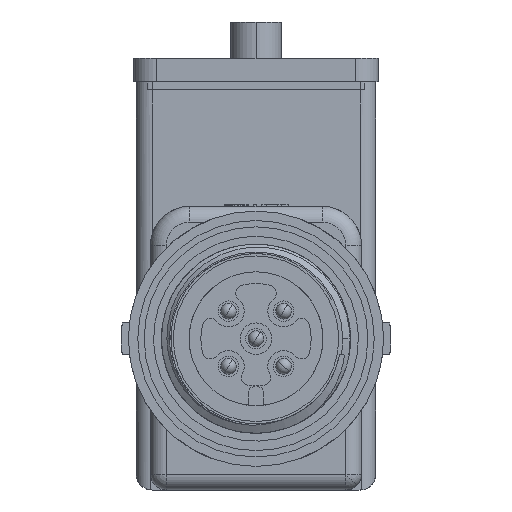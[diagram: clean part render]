
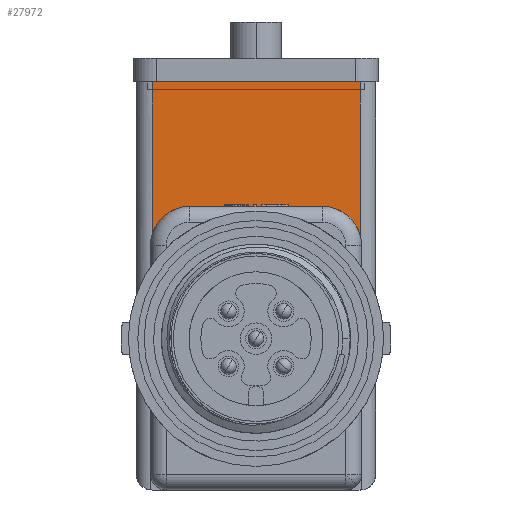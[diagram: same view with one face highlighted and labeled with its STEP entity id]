
A CAD part, left-side view. The second image highlights one B-rep face of the part: STEP entity #27972.
In plain terms, the highlighted planar face has unit normal (-1, 0, 0).
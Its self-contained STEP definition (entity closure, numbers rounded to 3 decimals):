
#677 = VECTOR ( 'NONE', #6764, 1000. ) ;
#927 = VERTEX_POINT ( 'NONE', #2980 ) ;
#2018 = EDGE_CURVE ( 'NONE', #4164, #13640, #40533, .T. ) ;
#2980 = CARTESIAN_POINT ( 'NONE',  ( 155., 4.2, 8.4 ) ) ;
#3039 = CIRCLE ( 'NONE', #5934, 2.5 ) ;
#3363 = EDGE_CURVE ( 'NONE', #25025, #13640, #28687, .T. ) ;
#3496 = CARTESIAN_POINT ( 'NONE',  ( 155., 6.6, -0.066 ) ) ;
#3836 = LINE ( 'NONE', #32420, #677 ) ;
#4164 = VERTEX_POINT ( 'NONE', #26938 ) ;
#5934 = AXIS2_PLACEMENT_3D ( 'NONE', #20758, #10786, #20908 ) ;
#6026 = CARTESIAN_POINT ( 'NONE',  ( 155., -6.6, -0.066 ) ) ;
#6237 = AXIS2_PLACEMENT_3D ( 'NONE', #35993, #13579, #16463 ) ;
#6764 = DIRECTION ( 'NONE',  ( 0., -1., 0. ) ) ;
#7602 = ORIENTED_EDGE ( 'NONE', *, *, #37992, .F. ) ;
#8197 = FACE_OUTER_BOUND ( 'NONE', #30389, .T. ) ;
#8575 = ORIENTED_EDGE ( 'NONE', *, *, #18777, .T. ) ;
#9475 = LINE ( 'NONE', #23110, #11024 ) ;
#10277 = DIRECTION ( 'NONE',  ( 0., 1., 0. ) ) ;
#10786 = DIRECTION ( 'NONE',  ( 1., 0., 0. ) ) ;
#11024 = VECTOR ( 'NONE', #10277, 1000. ) ;
#12136 = ORIENTED_EDGE ( 'NONE', *, *, #3363, .T. ) ;
#13579 = DIRECTION ( 'NONE',  ( 1., 0., 0. ) ) ;
#13640 = VERTEX_POINT ( 'NONE', #40573 ) ;
#13707 = DIRECTION ( 'NONE',  ( -1., 0., 0. ) ) ;
#15714 = DIRECTION ( 'NONE',  ( 0., 0., -1. ) ) ;
#16153 = ORIENTED_EDGE ( 'NONE', *, *, #2018, .F. ) ;
#16463 = DIRECTION ( 'NONE',  ( 0., 0., -1. ) ) ;
#16730 = DIRECTION ( 'NONE',  ( 0., 0., 1. ) ) ;
#18777 = EDGE_CURVE ( 'NONE', #927, #25025, #3836, .T. ) ;
#18955 = VECTOR ( 'NONE', #16730, 1000. ) ;
#20151 = VERTEX_POINT ( 'NONE', #28022 ) ;
#20758 = CARTESIAN_POINT ( 'NONE',  ( 155., 4.2, 5.9 ) ) ;
#20908 = DIRECTION ( 'NONE',  ( 0., 0., -1. ) ) ;
#22987 = CARTESIAN_POINT ( 'NONE',  ( 155., -7.6, -1. ) ) ;
#23110 = CARTESIAN_POINT ( 'NONE',  ( 155., 0., 16.3 ) ) ;
#23552 = EDGE_CURVE ( 'NONE', #4164, #38153, #9475, .T. ) ;
#25025 = VERTEX_POINT ( 'NONE', #33296 ) ;
#26938 = CARTESIAN_POINT ( 'NONE',  ( 155., -6.6, 16.3 ) ) ;
#27972 = ADVANCED_FACE ( 'NONE', ( #8197 ), #33237, .T. ) ;
#28022 = CARTESIAN_POINT ( 'NONE',  ( 155., 6.6, 6.6 ) ) ;
#28687 = CIRCLE ( 'NONE', #6237, 2.5 ) ;
#30380 = CARTESIAN_POINT ( 'NONE',  ( 155., 6.6, 16.3 ) ) ;
#30389 = EDGE_LOOP ( 'NONE', ( #33051, #8575, #12136, #16153, #41502, #7602 ) ) ;
#32317 = VECTOR ( 'NONE', #15714, 1000. ) ;
#32420 = CARTESIAN_POINT ( 'NONE',  ( 155., -7.6, 8.4 ) ) ;
#33051 = ORIENTED_EDGE ( 'NONE', *, *, #39457, .T. ) ;
#33237 = PLANE ( 'NONE',  #41068 ) ;
#33296 = CARTESIAN_POINT ( 'NONE',  ( 155., -4.2, 8.4 ) ) ;
#35993 = CARTESIAN_POINT ( 'NONE',  ( 155., -4.2, 5.9 ) ) ;
#36813 = LINE ( 'NONE', #3496, #18955 ) ;
#37992 = EDGE_CURVE ( 'NONE', #20151, #38153, #36813, .T. ) ;
#38153 = VERTEX_POINT ( 'NONE', #30380 ) ;
#39457 = EDGE_CURVE ( 'NONE', #20151, #927, #3039, .T. ) ;
#39531 = DIRECTION ( 'NONE',  ( 0., 0., 1. ) ) ;
#40533 = LINE ( 'NONE', #6026, #32317 ) ;
#40573 = CARTESIAN_POINT ( 'NONE',  ( 155., -6.6, 6.6 ) ) ;
#41068 = AXIS2_PLACEMENT_3D ( 'NONE', #22987, #13707, #39531 ) ;
#41502 = ORIENTED_EDGE ( 'NONE', *, *, #23552, .T. ) ;
